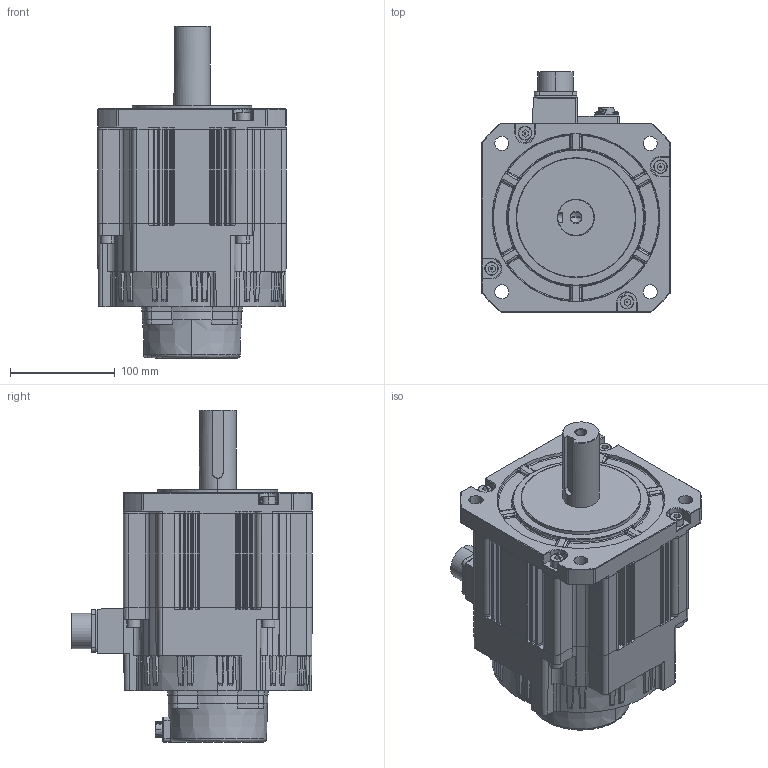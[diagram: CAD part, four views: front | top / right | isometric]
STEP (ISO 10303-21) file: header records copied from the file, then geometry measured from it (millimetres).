
FILE_DESCRIPTION (( 'STEP AP203' ), '1' );
FILE_NAME ('SV-X6MG290A-B4LD.STEP', '2021-10-12T09:20:08', ( 'China' ), ( 'Microsoft' ), 'SwSTEP 2.0', 'SolidWorks 2016', '' );
FILE_SCHEMA (( 'CONFIG_CONTROL_DESIGN' ));
Products named in the file (1): SV-X6MG290A-B4LD
Bounding box: 180 x 229.25 x 316.5 mm (x, y, z)
Volume: 5652393.7 mm3; surface area: 262048.6 mm2
Topology: 1 solids, 1 shells, 1786 faces, 4717 edges, 2949 vertices
Faces by surface type: plane 694, cylinder 635, cone 244, bspline 112, torus 77, sphere 24
Entity records: 61377 total; most frequent: CARTESIAN_POINT 18453, ORIENTED_EDGE 9362, DIRECTION 8716, EDGE_CURVE 4681, AXIS2_PLACEMENT_3D 3262, VERTEX_POINT 2941, VECTOR 2192, LINE 2192
